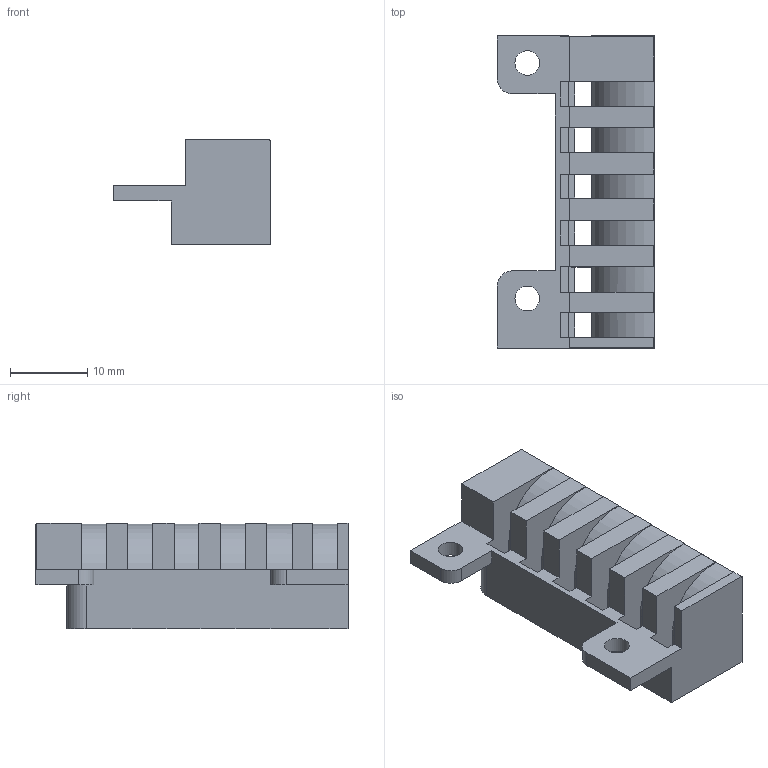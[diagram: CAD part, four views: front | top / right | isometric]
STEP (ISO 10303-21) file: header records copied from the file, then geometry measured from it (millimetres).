
FILE_DESCRIPTION(/* description */ (''),/* implementation_level */ '2;1');
FILE_NAME(/* name */ 'Lightguide_separator.step',/* time_stamp */ '2023-01-30T17:13:17+01:00',/* author */ (''),/* organization */ (''),/* preprocessor_version */ 'ST-DEVELOPER v19.2',/* originating_system */ 'Autodesk Translation Framework v11.17.0.187',/* authorisation */ '');
FILE_SCHEMA (('AUTOMOTIVE_DESIGN { 1 0 10303 214 3 1 1 }'));
Length unit declared in the file: millimetre
Products named in the file (1): FusionComponent
Bounding box: 20.39 x 40.4 x 13.63 mm (x, y, z)
Volume: 5539 mm3; surface area: 3504.6 mm2
Topology: 1 solids, 1 shells, 106 faces, 341 edges, 231 vertices
Faces by surface type: plane 100, cylinder 6
Full cylindrical faces by diameter (mm): 3.2 x2
Entity records: 3783 total; most frequent: ORIENTED_EDGE 682, CARTESIAN_POINT 679, DIRECTION 580, EDGE_CURVE 341, LINE 316, VECTOR 316, VERTEX_POINT 231, AXIS2_PLACEMENT_3D 132
